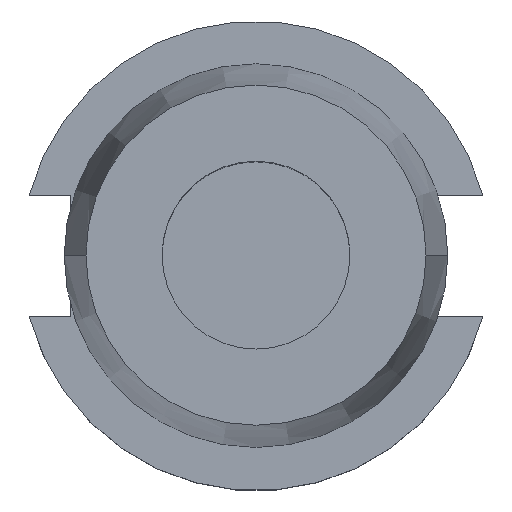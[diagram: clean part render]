
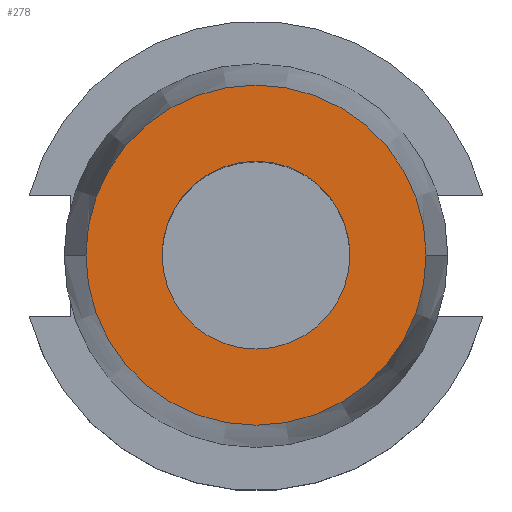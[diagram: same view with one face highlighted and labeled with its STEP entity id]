
A CAD part, top view. The second image highlights one B-rep face of the part: STEP entity #278.
In plain terms, the highlighted planar face has unit normal (0, 0, 1).
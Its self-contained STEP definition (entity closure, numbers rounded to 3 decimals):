
#56 = AXIS2_PLACEMENT_3D ( 'NONE', #1181, #437, #1307 ) ;
#110 = DIRECTION ( 'NONE',  ( 0., 0., -1. ) ) ;
#127 = VERTEX_POINT ( 'NONE', #977 ) ;
#227 = EDGE_CURVE ( 'NONE', #127, #1158, #1228, .T. ) ;
#235 = EDGE_CURVE ( 'NONE', #483, #1081, #856, .T. ) ;
#250 = DIRECTION ( 'NONE',  ( -1., 0., 0. ) ) ;
#278 = ADVANCED_FACE ( 'NONE', ( #529, #818 ), #1001, .F. ) ;
#338 = AXIS2_PLACEMENT_3D ( 'NONE', #624, #1491, #503 ) ;
#361 = CARTESIAN_POINT ( 'NONE',  ( 0., 0., 76.2 ) ) ;
#437 = DIRECTION ( 'NONE',  ( 0., 0., -1. ) ) ;
#483 = VERTEX_POINT ( 'NONE', #799 ) ;
#487 = DIRECTION ( 'NONE',  ( 1., 0., 0. ) ) ;
#497 = CARTESIAN_POINT ( 'NONE',  ( 0., 23., 76.2 ) ) ;
#503 = DIRECTION ( 'NONE',  ( 1., 0., 0. ) ) ;
#529 = FACE_BOUND ( 'NONE', #681, .T. ) ;
#624 = CARTESIAN_POINT ( 'NONE',  ( 0., 0., 76.2 ) ) ;
#681 = EDGE_LOOP ( 'NONE', ( #1360, #1003 ) ) ;
#702 = CIRCLE ( 'NONE', #56, 12.7 ) ;
#752 = AXIS2_PLACEMENT_3D ( 'NONE', #1113, #989, #250 ) ;
#799 = CARTESIAN_POINT ( 'NONE',  ( 12.7, 0., 76.2 ) ) ;
#818 = FACE_OUTER_BOUND ( 'NONE', #927, .T. ) ;
#856 = CIRCLE ( 'NONE', #752, 12.7 ) ;
#911 = CARTESIAN_POINT ( 'NONE',  ( 23., 0., 76.2 ) ) ;
#927 = EDGE_LOOP ( 'NONE', ( #1568, #1108 ) ) ;
#970 = EDGE_CURVE ( 'NONE', #1158, #127, #1370, .T. ) ;
#977 = CARTESIAN_POINT ( 'NONE',  ( -23., 0., 76.2 ) ) ;
#982 = DIRECTION ( 'NONE',  ( -1., 0., 0. ) ) ;
#989 = DIRECTION ( 'NONE',  ( 0., 0., -1. ) ) ;
#1001 = PLANE ( 'NONE',  #1080 ) ;
#1003 = ORIENTED_EDGE ( 'NONE', *, *, #235, .T. ) ;
#1080 = AXIS2_PLACEMENT_3D ( 'NONE', #497, #110, #982 ) ;
#1081 = VERTEX_POINT ( 'NONE', #1142 ) ;
#1108 = ORIENTED_EDGE ( 'NONE', *, *, #970, .T. ) ;
#1113 = CARTESIAN_POINT ( 'NONE',  ( 0., 0., 76.2 ) ) ;
#1142 = CARTESIAN_POINT ( 'NONE',  ( -12.7, 0., 76.2 ) ) ;
#1158 = VERTEX_POINT ( 'NONE', #911 ) ;
#1181 = CARTESIAN_POINT ( 'NONE',  ( 0., 0., 76.2 ) ) ;
#1228 = CIRCLE ( 'NONE', #338, 23. ) ;
#1230 = DIRECTION ( 'NONE',  ( 0., 0., 1. ) ) ;
#1253 = EDGE_CURVE ( 'NONE', #1081, #483, #702, .T. ) ;
#1307 = DIRECTION ( 'NONE',  ( -1., 0., 0. ) ) ;
#1360 = ORIENTED_EDGE ( 'NONE', *, *, #1253, .T. ) ;
#1370 = CIRCLE ( 'NONE', #1455, 23. ) ;
#1455 = AXIS2_PLACEMENT_3D ( 'NONE', #361, #1230, #487 ) ;
#1491 = DIRECTION ( 'NONE',  ( 0., 0., 1. ) ) ;
#1568 = ORIENTED_EDGE ( 'NONE', *, *, #227, .T. ) ;
